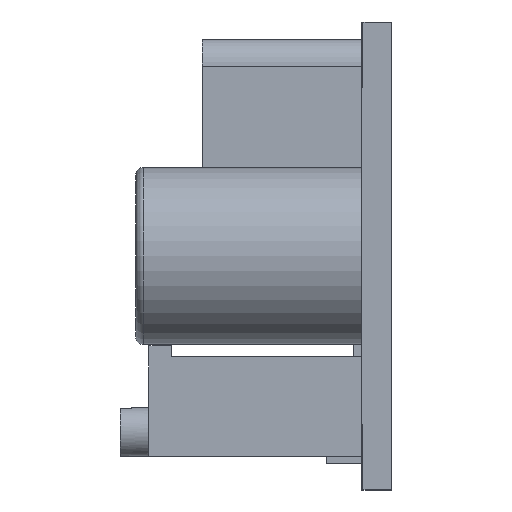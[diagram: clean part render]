
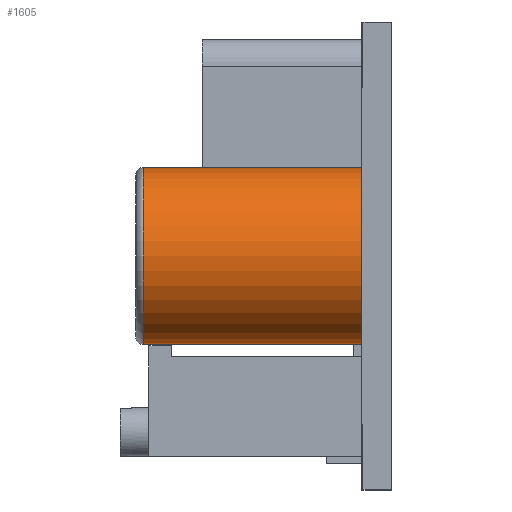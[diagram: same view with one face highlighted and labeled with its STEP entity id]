
A CAD part, left-side view. The second image highlights one B-rep face of the part: STEP entity #1605.
In plain terms, the highlighted cylindrical face has radius 4 mm (diameter 8 mm), a partial arc.
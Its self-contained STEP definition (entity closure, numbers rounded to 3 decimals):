
#350 = CARTESIAN_POINT ( 'NONE',  ( -15.8, 11.2, -4. ) ) ;
#817 = CARTESIAN_POINT ( 'NONE',  ( -15.8, 11.2, 0. ) ) ;
#1605 = ADVANCED_FACE ( 'NONE', ( #12478 ), #27587, .T. ) ;
#2077 = DIRECTION ( 'NONE',  ( 0., -1., 0. ) ) ;
#4480 = LINE ( 'NONE', #14260, #10340 ) ;
#4566 = VERTEX_POINT ( 'NONE', #4721 ) ;
#4721 = CARTESIAN_POINT ( 'NONE',  ( -15.8, 1.35, -4. ) ) ;
#5568 = CARTESIAN_POINT ( 'NONE',  ( -15.8, 11.55, 0. ) ) ;
#6032 = DIRECTION ( 'NONE',  ( 0., 1., 0. ) ) ;
#9921 = EDGE_CURVE ( 'NONE', #31630, #22881, #4480, .T. ) ;
#10340 = VECTOR ( 'NONE', #2077, 1000. ) ;
#10809 = CARTESIAN_POINT ( 'NONE',  ( -15.8, 11.55, -4. ) ) ;
#11033 = DIRECTION ( 'NONE',  ( 0., 0., 1. ) ) ;
#11044 = AXIS2_PLACEMENT_3D ( 'NONE', #27746, #6032, #27588 ) ;
#11553 = CIRCLE ( 'NONE', #11044, 4. ) ;
#11869 = ORIENTED_EDGE ( 'NONE', *, *, #19398, .T. ) ;
#11949 = AXIS2_PLACEMENT_3D ( 'NONE', #5568, #22754, #15340 ) ;
#12083 = AXIS2_PLACEMENT_3D ( 'NONE', #817, #18893, #11033 ) ;
#12478 = FACE_OUTER_BOUND ( 'NONE', #31657, .T. ) ;
#13693 = LINE ( 'NONE', #10809, #25089 ) ;
#14260 = CARTESIAN_POINT ( 'NONE',  ( -15.8, 11.55, 4. ) ) ;
#15340 = DIRECTION ( 'NONE',  ( 0., 0., -1. ) ) ;
#16249 = DIRECTION ( 'NONE',  ( 0., -1., 0. ) ) ;
#18893 = DIRECTION ( 'NONE',  ( 0., -1., 0. ) ) ;
#19067 = EDGE_CURVE ( 'NONE', #4566, #22881, #11553, .T. ) ;
#19398 = EDGE_CURVE ( 'NONE', #31630, #20412, #27492, .T. ) ;
#20412 = VERTEX_POINT ( 'NONE', #350 ) ;
#20784 = ORIENTED_EDGE ( 'NONE', *, *, #31675, .T. ) ;
#22754 = DIRECTION ( 'NONE',  ( 0., -1., 0. ) ) ;
#22881 = VERTEX_POINT ( 'NONE', #25435 ) ;
#25089 = VECTOR ( 'NONE', #16249, 1000. ) ;
#25435 = CARTESIAN_POINT ( 'NONE',  ( -15.8, 1.35, 4. ) ) ;
#26273 = ORIENTED_EDGE ( 'NONE', *, *, #9921, .F. ) ;
#27492 = CIRCLE ( 'NONE', #12083, 4. ) ;
#27587 = CYLINDRICAL_SURFACE ( 'NONE', #11949, 4. ) ;
#27588 = DIRECTION ( 'NONE',  ( 0., 0., -1. ) ) ;
#27746 = CARTESIAN_POINT ( 'NONE',  ( -15.8, 1.35, 0. ) ) ;
#28418 = ORIENTED_EDGE ( 'NONE', *, *, #19067, .T. ) ;
#30265 = CARTESIAN_POINT ( 'NONE',  ( -15.8, 11.2, 4. ) ) ;
#31630 = VERTEX_POINT ( 'NONE', #30265 ) ;
#31657 = EDGE_LOOP ( 'NONE', ( #26273, #11869, #20784, #28418 ) ) ;
#31675 = EDGE_CURVE ( 'NONE', #20412, #4566, #13693, .T. ) ;
